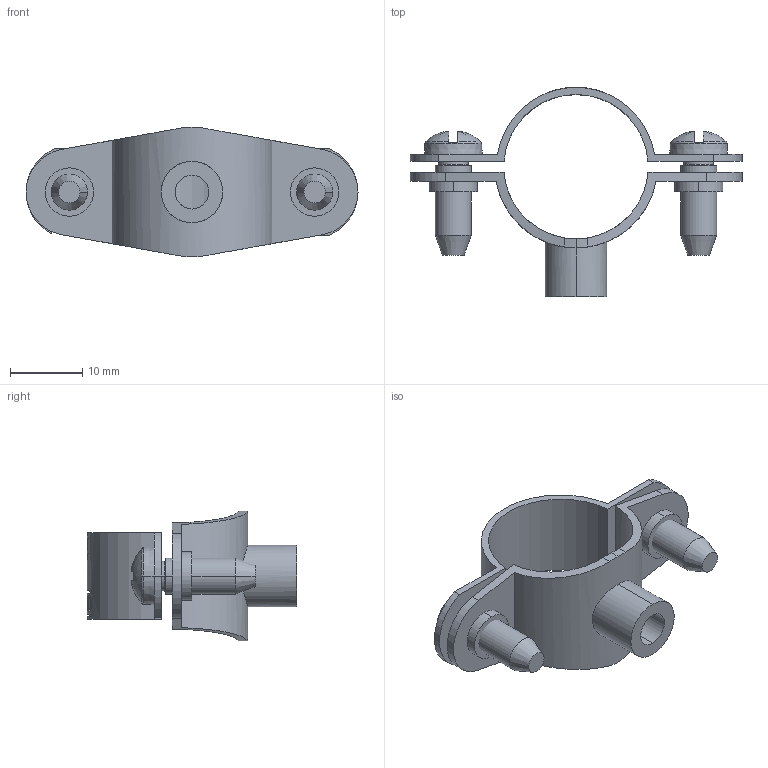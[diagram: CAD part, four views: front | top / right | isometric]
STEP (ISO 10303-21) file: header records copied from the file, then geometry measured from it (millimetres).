
FILE_DESCRIPTION((''),'2;1');
FILE_NAME('1360205_ASM','2014-06-03T',('AndreasKeweloh'),(''),'PRO/ENGINEER BY PARAMETRIC TECHNOLOGY CORPORATION, 2014000','PRO/ENGINEER BY PARAMETRIC TECHNOLOGY CORPORATION, 2014000','');
FILE_SCHEMA(('CONFIG_CONTROL_DESIGN'));
Length unit declared in the file: millimetre
Products named in the file (4): BW001_M5_X_14; BB013-09-02_STANDARD; BB013-09-01_STANDARD; 1360205_ASM
Assembly tree (4 placements, depth 2):
  1360205_ASM
    BW001_M5_X_14  x2
    BB013-09-02_STANDARD
    BB013-09-01_STANDARD
Bounding box: 46 x 29 x 17.98 mm (x, y, z)
Volume: 2494.6 mm3; surface area: 4148.4 mm2
Topology: 4 solids, 4 shells, 373 faces, 991 edges, 644 vertices
Faces by surface type: bspline 158, plane 126, cylinder 52, cone 20, torus 12, sphere 4, extrusion 1
Entity records: 19216 total; most frequent: CARTESIAN_POINT 12087, ORIENTED_EDGE 1710, DIRECTION 1030, EDGE_CURVE 855, VERTEX_POINT 563, EDGE_LOOP 346, VECTOR 344, LINE 343
